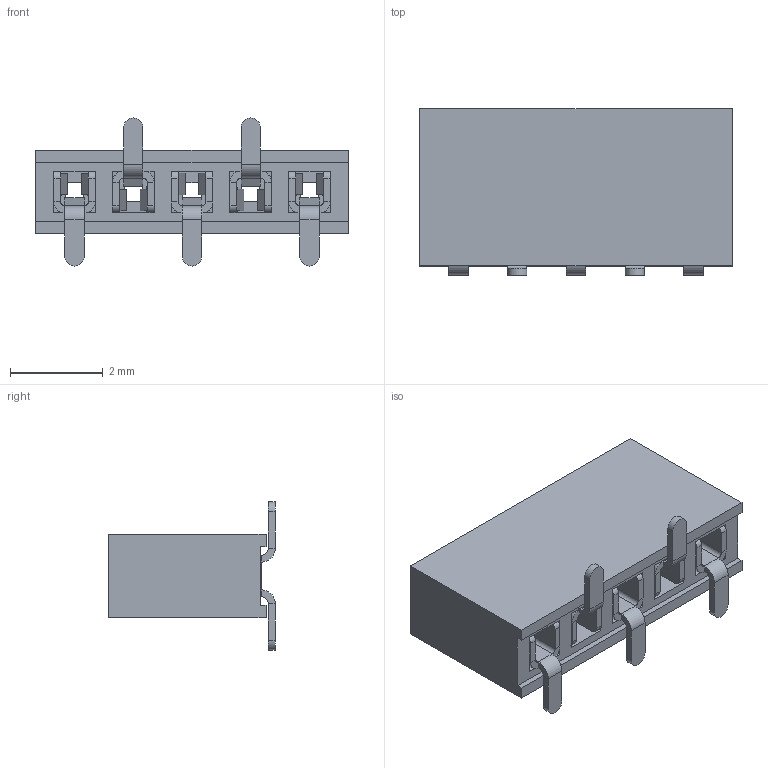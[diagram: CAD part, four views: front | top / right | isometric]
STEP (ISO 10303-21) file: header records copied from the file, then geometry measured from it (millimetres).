
FILE_DESCRIPTION(('STEP AP214'),'1');
FILE_NAME('m50-3140545r.stp','2025-10-28T20:23:25',('TraceParts'),('TraceParts S.A.S.'),'Spatial InterOp 3D',' ',' ');
FILE_SCHEMA(('AUTOMOTIVE_DESIGN { 1 0 10303 214 1 1 1 1 }'));
Length unit declared in the file: millimetre
Products named in the file (1): M50-3140545_asm.stp|M50-3140545_ASM:1#M50-3140545_ASM|36#M50-31405_MOULD;Solide1
Bounding box: 6.75 x 3.6 x 3.2 mm (x, y, z)
Volume: 31.8 mm3; surface area: 210 mm2
Topology: 6 solids, 6 shells, 500 faces, 1219 edges, 736 vertices
Faces by surface type: plane 340, cylinder 160
Entity records: 15083 total; most frequent: CARTESIAN_POINT 3246, DIRECTION 2451, ORIENTED_EDGE 2438, EDGE_CURVE 1219, LINE 859, VECTOR 859, AXIS2_PLACEMENT_3D 796, VERTEX_POINT 736
